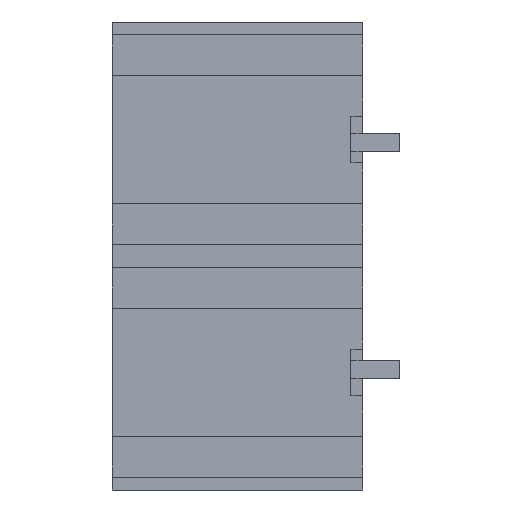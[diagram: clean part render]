
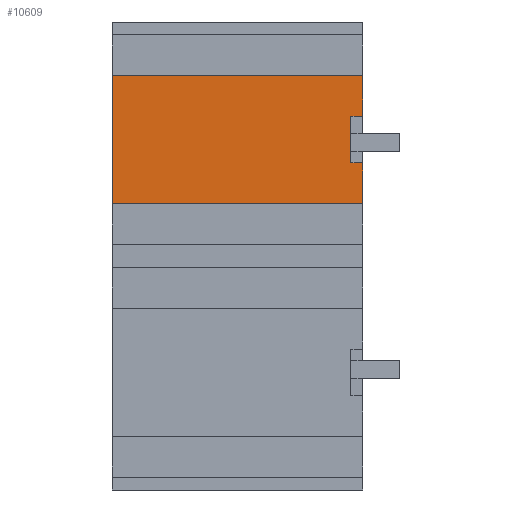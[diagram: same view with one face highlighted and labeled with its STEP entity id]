
A CAD part, left-side view. The second image highlights one B-rep face of the part: STEP entity #10609.
In plain terms, the highlighted planar face has unit normal (-1, 0, 0).
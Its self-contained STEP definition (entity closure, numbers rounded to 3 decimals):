
#1203=FACE_OUTER_BOUND('',#1782,.T.);
#1782=EDGE_LOOP('',(#7020,#7021,#7022,#7023,#7024,#7025,#7026,#7027));
#2445=LINE('',#13773,#3305);
#2513=LINE('',#13923,#3373);
#2520=LINE('',#13938,#3380);
#2522=LINE('',#13943,#3382);
#2526=LINE('',#13951,#3386);
#2529=LINE('',#13957,#3389);
#2535=LINE('',#13968,#3395);
#2536=LINE('',#13969,#3396);
#3305=VECTOR('',#11820,11.);
#3373=VECTOR('',#11948,21.5);
#3380=VECTOR('',#11963,21.5);
#3382=VECTOR('',#11967,1.);
#3386=VECTOR('',#11973,4.);
#3389=VECTOR('',#11978,1.);
#3395=VECTOR('',#11990,3.5);
#3396=VECTOR('',#11991,3.5);
#4151=VERTEX_POINT('',#13770);
#4152=VERTEX_POINT('',#13772);
#4204=VERTEX_POINT('',#13921);
#4208=VERTEX_POINT('',#13937);
#4209=VERTEX_POINT('',#13941);
#4210=VERTEX_POINT('',#13942);
#4213=VERTEX_POINT('',#13950);
#4215=VERTEX_POINT('',#13956);
#5225=EDGE_CURVE('',#4151,#4152,#2445,.T.);
#5301=EDGE_CURVE('',#4151,#4204,#2513,.T.);
#5308=EDGE_CURVE('',#4208,#4152,#2520,.T.);
#5310=EDGE_CURVE('',#4209,#4210,#2522,.T.);
#5314=EDGE_CURVE('',#4210,#4213,#2526,.T.);
#5317=EDGE_CURVE('',#4213,#4215,#2529,.T.);
#5323=EDGE_CURVE('',#4209,#4204,#2535,.T.);
#5324=EDGE_CURVE('',#4208,#4215,#2536,.T.);
#7020=ORIENTED_EDGE('',*,*,#5301,.T.);
#7021=ORIENTED_EDGE('',*,*,#5323,.F.);
#7022=ORIENTED_EDGE('',*,*,#5310,.T.);
#7023=ORIENTED_EDGE('',*,*,#5314,.T.);
#7024=ORIENTED_EDGE('',*,*,#5317,.T.);
#7025=ORIENTED_EDGE('',*,*,#5324,.F.);
#7026=ORIENTED_EDGE('',*,*,#5308,.T.);
#7027=ORIENTED_EDGE('',*,*,#5225,.F.);
#9882=PLANE('',#11205);
#10609=ADVANCED_FACE('',(#1203),#9882,.T.);
#11205=AXIS2_PLACEMENT_3D('',#13967,#11988,#11989);
#11820=DIRECTION('',(0.,0.,1.));
#11948=DIRECTION('',(0.,-1.,0.));
#11963=DIRECTION('',(0.,1.,0.));
#11967=DIRECTION('',(0.,1.,0.));
#11973=DIRECTION('',(0.,0.,1.));
#11978=DIRECTION('',(0.,-1.,0.));
#11988=DIRECTION('center_axis',(-1.,0.,0.));
#11989=DIRECTION('ref_axis',(0.,-1.,0.));
#11990=DIRECTION('',(0.,0.,-1.));
#11991=DIRECTION('',(0.,0.,-1.));
#13770=CARTESIAN_POINT('',(-38.85,10.75,4.5));
#13772=CARTESIAN_POINT('',(-38.85,10.75,15.5));
#13773=CARTESIAN_POINT('',(-38.85,10.75,0.));
#13921=CARTESIAN_POINT('',(-38.85,-10.75,4.5));
#13923=CARTESIAN_POINT('',(-38.85,0.,4.5));
#13937=CARTESIAN_POINT('',(-38.85,-10.75,15.5));
#13938=CARTESIAN_POINT('',(-38.85,0.,15.5));
#13941=CARTESIAN_POINT('',(-38.85,-10.75,8.));
#13942=CARTESIAN_POINT('',(-38.85,-9.75,8.));
#13943=CARTESIAN_POINT('',(-38.85,0.5,8.));
#13950=CARTESIAN_POINT('',(-38.85,-9.75,12.));
#13951=CARTESIAN_POINT('',(-38.85,-9.75,6.));
#13956=CARTESIAN_POINT('',(-38.85,-10.75,12.));
#13957=CARTESIAN_POINT('',(-38.85,0.,12.));
#13967=CARTESIAN_POINT('Origin',(-38.85,10.75,0.));
#13968=CARTESIAN_POINT('',(-38.85,-10.75,0.));
#13969=CARTESIAN_POINT('',(-38.85,-10.75,0.));
